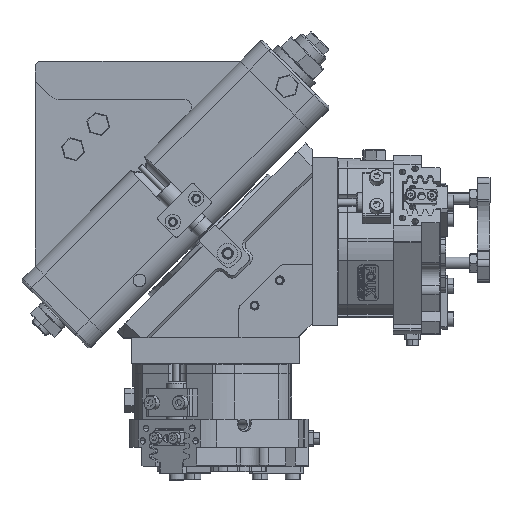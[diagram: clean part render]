
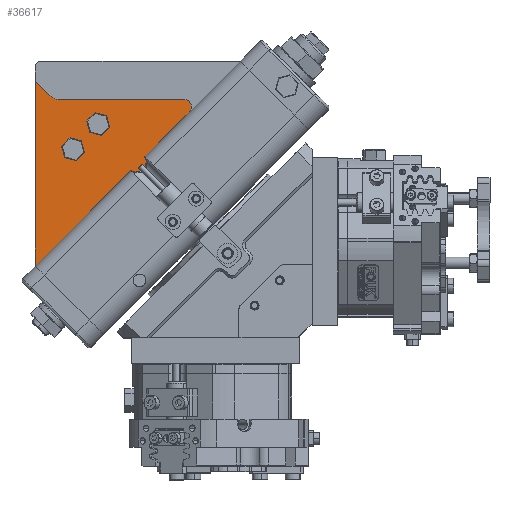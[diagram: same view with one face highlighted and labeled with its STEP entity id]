
A CAD part, top view. The second image highlights one B-rep face of the part: STEP entity #36617.
In plain terms, the highlighted planar face has unit normal (0, 0, 1).
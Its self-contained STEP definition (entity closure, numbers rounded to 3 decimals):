
#903 = DIRECTION ( 'NONE',  ( 0., -1., 0. ) ) ;
#1007 = ORIENTED_EDGE ( 'NONE', *, *, #23616, .F. ) ;
#2064 = ORIENTED_EDGE ( 'NONE', *, *, #53999, .F. ) ;
#2231 = CARTESIAN_POINT ( 'NONE',  ( 58.368, 77., 73. ) ) ;
#4224 = CARTESIAN_POINT ( 'NONE',  ( 37.407, 51.797, 73. ) ) ;
#8677 = VERTEX_POINT ( 'NONE', #70482 ) ;
#10939 = LINE ( 'NONE', #18882, #47998 ) ;
#11168 = EDGE_CURVE ( 'NONE', #83224, #89300, #19648, .T. ) ;
#11597 = CARTESIAN_POINT ( 'NONE',  ( 9.142, 80., 73. ) ) ;
#11759 = VERTEX_POINT ( 'NONE', #4224 ) ;
#13996 = DIRECTION ( 'NONE',  ( 0.707, 0.707, 0. ) ) ;
#14600 = VECTOR ( 'NONE', #24364, 1000. ) ;
#15005 = DIRECTION ( 'NONE',  ( 0., 0., -1. ) ) ;
#15876 = CARTESIAN_POINT ( 'NONE',  ( 37.757, 51.851, 73. ) ) ;
#15896 = CARTESIAN_POINT ( 'NONE',  ( 58.368, 80., 73. ) ) ;
#16926 = VERTEX_POINT ( 'NONE', #35922 ) ;
#17894 = CARTESIAN_POINT ( 'NONE',  ( 5.607, 81.464, 73. ) ) ;
#18779 = ORIENTED_EDGE ( 'NONE', *, *, #50614, .T. ) ;
#18882 = CARTESIAN_POINT ( 'NONE',  ( 0., 14.39, 73. ) ) ;
#19648 = CIRCLE ( 'NONE', #83629, 3. ) ;
#23006 = DIRECTION ( 'NONE',  ( -0.707, -0.707, 0. ) ) ;
#23616 = EDGE_CURVE ( 'NONE', #82352, #77538, #70216, .T. ) ;
#23849 = ORIENTED_EDGE ( 'NONE', *, *, #74861, .T. ) ;
#24024 = AXIS2_PLACEMENT_3D ( 'NONE', #2231, #91037, #69230 ) ;
#24029 = CIRCLE ( 'NONE', #60531, 4. ) ;
#24364 = DIRECTION ( 'NONE',  ( 0.707, -0.707, 0. ) ) ;
#24978 = LINE ( 'NONE', #61077, #34226 ) ;
#26105 = PLANE ( 'NONE',  #66400 ) ;
#29437 = EDGE_LOOP ( 'NONE', ( #18779, #64313, #35971, #76462, #23849, #45075, #83041, #34490, #2064, #1007, #62536 ) ) ;
#32015 = EDGE_CURVE ( 'NONE', #89300, #93230, #61857, .T. ) ;
#34226 = VECTOR ( 'NONE', #903, 1000. ) ;
#34490 = ORIENTED_EDGE ( 'NONE', *, *, #35851, .F. ) ;
#35389 = CARTESIAN_POINT ( 'NONE',  ( 0., 14.39, 73. ) ) ;
#35760 = VECTOR ( 'NONE', #94082, 1000. ) ;
#35851 = EDGE_CURVE ( 'NONE', #56688, #83224, #56430, .T. ) ;
#35922 = CARTESIAN_POINT ( 'NONE',  ( 43.149, 57.243, 73. ) ) ;
#35971 = ORIENTED_EDGE ( 'NONE', *, *, #60620, .F. ) ;
#36617 = ADVANCED_FACE ( 'NONE', ( #86496 ), #26105, .T. ) ;
#36732 = VECTOR ( 'NONE', #81645, 1000. ) ;
#37247 = CARTESIAN_POINT ( 'NONE',  ( 60.489, 74.879, 73. ) ) ;
#37868 = CARTESIAN_POINT ( 'NONE',  ( 39.598, 55.402, 73. ) ) ;
#43044 = EDGE_CURVE ( 'NONE', #11759, #96005, #77331, .T. ) ;
#45075 = ORIENTED_EDGE ( 'NONE', *, *, #32015, .F. ) ;
#45192 = AXIS2_PLACEMENT_3D ( 'NONE', #92580, #78565, #70749 ) ;
#47077 = DIRECTION ( 'NONE',  ( 0.707, 0.707, 0. ) ) ;
#47998 = VECTOR ( 'NONE', #47077, 1000. ) ;
#50614 = EDGE_CURVE ( 'NONE', #74231, #11759, #76265, .T. ) ;
#52037 = AXIS2_PLACEMENT_3D ( 'NONE', #58333, #88179, #13996 ) ;
#53999 = EDGE_CURVE ( 'NONE', #77538, #56688, #92210, .T. ) ;
#54516 = CARTESIAN_POINT ( 'NONE',  ( 58.368, 77., 73. ) ) ;
#56430 = LINE ( 'NONE', #15896, #36732 ) ;
#56688 = VERTEX_POINT ( 'NONE', #11597 ) ;
#58333 = CARTESIAN_POINT ( 'NONE',  ( 9.142, 85., 73. ) ) ;
#59332 = CARTESIAN_POINT ( 'NONE',  ( 43.415, 57.381, 73. ) ) ;
#60531 = AXIS2_PLACEMENT_3D ( 'NONE', #37868, #73833, #23006 ) ;
#60620 = EDGE_CURVE ( 'NONE', #16926, #96005, #24029, .T. ) ;
#61077 = CARTESIAN_POINT ( 'NONE',  ( 0., 87.071, 73. ) ) ;
#61857 = CIRCLE ( 'NONE', #24024, 3. ) ;
#62192 = CARTESIAN_POINT ( 'NONE',  ( 5.607, 81.464, 73. ) ) ;
#62536 = ORIENTED_EDGE ( 'NONE', *, *, #74078, .T. ) ;
#64313 = ORIENTED_EDGE ( 'NONE', *, *, #43044, .T. ) ;
#66045 = AXIS2_PLACEMENT_3D ( 'NONE', #59332, #15005, #66770 ) ;
#66400 = AXIS2_PLACEMENT_3D ( 'NONE', #85699, #86012, #92255 ) ;
#66770 = DIRECTION ( 'NONE',  ( 0.707, 0.707, 0. ) ) ;
#68111 = CARTESIAN_POINT ( 'NONE',  ( 58.368, 80., 73. ) ) ;
#69230 = DIRECTION ( 'NONE',  ( 0.707, 0.707, 0. ) ) ;
#70216 = LINE ( 'NONE', #62192, #14600 ) ;
#70482 = CARTESIAN_POINT ( 'NONE',  ( 43.203, 57.593, 73. ) ) ;
#70749 = DIRECTION ( 'NONE',  ( 0.707, 0.707, 0. ) ) ;
#72538 = EDGE_CURVE ( 'NONE', #16926, #8677, #92386, .T. ) ;
#73833 = DIRECTION ( 'NONE',  ( 0., 0., -1. ) ) ;
#74078 = EDGE_CURVE ( 'NONE', #82352, #74231, #24978, .T. ) ;
#74231 = VERTEX_POINT ( 'NONE', #84449 ) ;
#74861 = EDGE_CURVE ( 'NONE', #8677, #93230, #10939, .T. ) ;
#76265 = LINE ( 'NONE', #35389, #35760 ) ;
#76462 = ORIENTED_EDGE ( 'NONE', *, *, #72538, .T. ) ;
#76536 = DIRECTION ( 'NONE',  ( 0.707, 0.707, 0. ) ) ;
#76866 = DIRECTION ( 'NONE',  ( 0., 0., -1. ) ) ;
#77331 = CIRCLE ( 'NONE', #45192, 0.3 ) ;
#77538 = VERTEX_POINT ( 'NONE', #17894 ) ;
#78389 = CARTESIAN_POINT ( 'NONE',  ( 0., 87.071, 73. ) ) ;
#78565 = DIRECTION ( 'NONE',  ( 0., 0., -1. ) ) ;
#81645 = DIRECTION ( 'NONE',  ( 1., 0., 0. ) ) ;
#82352 = VERTEX_POINT ( 'NONE', #78389 ) ;
#83041 = ORIENTED_EDGE ( 'NONE', *, *, #11168, .F. ) ;
#83224 = VERTEX_POINT ( 'NONE', #68111 ) ;
#83629 = AXIS2_PLACEMENT_3D ( 'NONE', #54516, #76866, #76536 ) ;
#84449 = CARTESIAN_POINT ( 'NONE',  ( 0., 14.39, 73. ) ) ;
#85699 = CARTESIAN_POINT ( 'NONE',  ( 58.368, 77., 73. ) ) ;
#86012 = DIRECTION ( 'NONE',  ( 0., 0., 1. ) ) ;
#86496 = FACE_OUTER_BOUND ( 'NONE', #29437, .T. ) ;
#88179 = DIRECTION ( 'NONE',  ( 0., 0., 1. ) ) ;
#88364 = CARTESIAN_POINT ( 'NONE',  ( 60.489, 79.121, 73. ) ) ;
#89300 = VERTEX_POINT ( 'NONE', #88364 ) ;
#91037 = DIRECTION ( 'NONE',  ( 0., 0., -1. ) ) ;
#92210 = CIRCLE ( 'NONE', #52037, 5. ) ;
#92255 = DIRECTION ( 'NONE',  ( 0.707, 0.707, 0. ) ) ;
#92386 = CIRCLE ( 'NONE', #66045, 0.3 ) ;
#92580 = CARTESIAN_POINT ( 'NONE',  ( 37.619, 51.585, 73. ) ) ;
#93230 = VERTEX_POINT ( 'NONE', #37247 ) ;
#94082 = DIRECTION ( 'NONE',  ( 0.707, 0.707, 0. ) ) ;
#96005 = VERTEX_POINT ( 'NONE', #15876 ) ;
